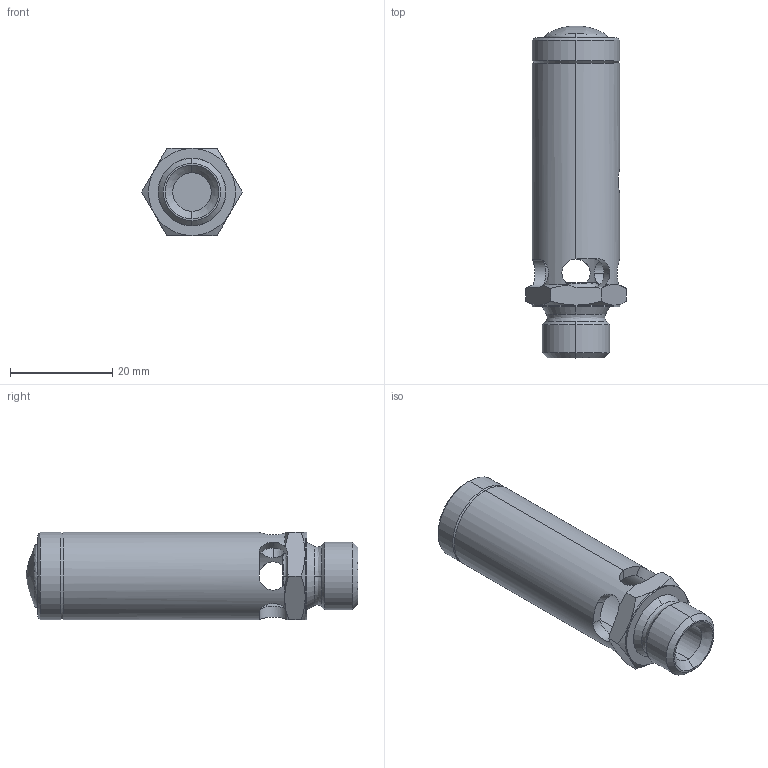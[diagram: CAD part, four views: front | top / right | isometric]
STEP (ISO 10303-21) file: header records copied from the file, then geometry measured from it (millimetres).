
FILE_DESCRIPTION (( 'STEP AP214' ), '1' );
FILE_NAME ('810 1-4 KOMPAKT Dummy.STEP', '2012-01-10T12:58:07', ( 'Blankenhorn' ), ( '' ), 'SwSTEP 2.0', 'SolidWorks 2011', '' );
FILE_SCHEMA (( 'AUTOMOTIVE_DESIGN' ));
Length unit declared in the file: millimetre
Products named in the file (1): 810 1-4 KOMPAKT Dummy
Bounding box: 19.63 x 64.78 x 17 mm (x, y, z)
Volume: 6454.7 mm3; surface area: 6658.2 mm2
Topology: 3 solids, 3 shells, 92 faces, 239 edges, 152 vertices
Faces by surface type: cylinder 30, cone 26, plane 22, bspline 14
Entity records: 5075 total; most frequent: CARTESIAN_POINT 1924, ORIENTED_EDGE 478, DIRECTION 414, EDGE_CURVE 239, AXIS2_PLACEMENT_3D 176, VERTEX_POINT 152, EDGE_LOOP 101, CIRCLE 97
